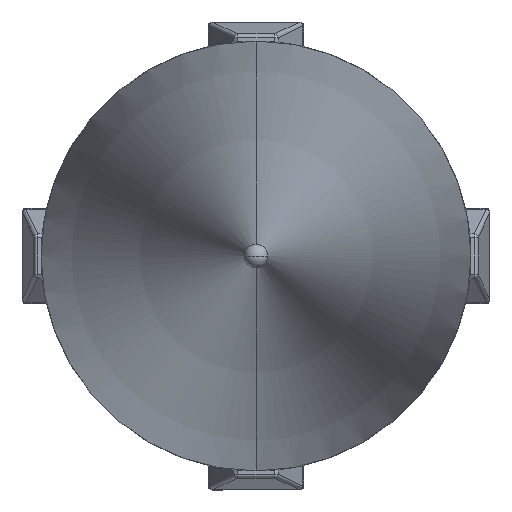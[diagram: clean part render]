
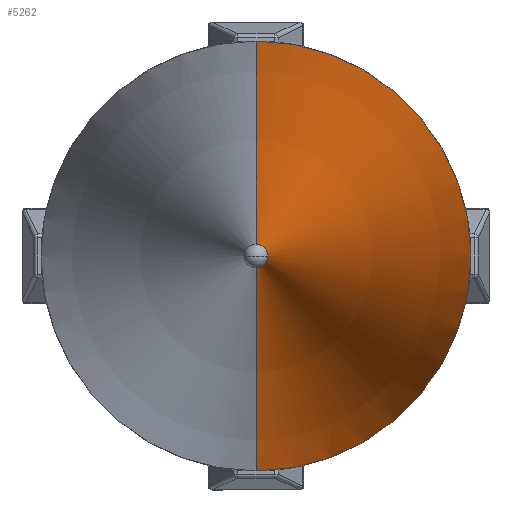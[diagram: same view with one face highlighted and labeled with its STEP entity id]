
A CAD part, front view. The second image highlights one B-rep face of the part: STEP entity #5262.
In plain terms, the highlighted toroidal (fillet/blend) face has major radius 1526.99 mm and minor radius 1555.83 mm.
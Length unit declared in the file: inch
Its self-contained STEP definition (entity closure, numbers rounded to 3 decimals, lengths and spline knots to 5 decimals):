
#106 = DIRECTION ( 'NONE',  ( 0., 0., 1. ) ) ;
#168 = CIRCLE ( 'NONE', #277, 61.25318 ) ;
#277 = AXIS2_PLACEMENT_3D ( 'NONE', #3724, #6455, #106 ) ;
#716 = CARTESIAN_POINT ( 'NONE',  ( 0., 10.6, -1.125 ) ) ;
#818 = EDGE_CURVE ( 'NONE', #2366, #2899, #4428, .T. ) ;
#994 = DIRECTION ( 'NONE',  ( 0., 0., -1. ) ) ;
#1077 = CARTESIAN_POINT ( 'NONE',  ( 0., 0.31633, 0. ) ) ;
#1134 = CIRCLE ( 'NONE', #3994, 0.06091 ) ;
#1181 = DIRECTION ( 'NONE',  ( 0., -1., 0. ) ) ;
#1191 = CARTESIAN_POINT ( 'NONE',  ( 0., 0.31633, -0.06091 ) ) ;
#1194 = EDGE_CURVE ( 'NONE', #4373, #2366, #1134, .T. ) ;
#1279 = ORIENTED_EDGE ( 'NONE', *, *, #6668, .T. ) ;
#1339 = ORIENTED_EDGE ( 'NONE', *, *, #818, .F. ) ;
#1387 = DIRECTION ( 'NONE',  ( 0., 0., -1. ) ) ;
#2096 = DIRECTION ( 'NONE',  ( 0., -1., 0. ) ) ;
#2366 = VERTEX_POINT ( 'NONE', #2665 ) ;
#2390 = FACE_OUTER_BOUND ( 'NONE', #5104, .T. ) ;
#2414 = CARTESIAN_POINT ( 'NONE',  ( 0., 0.31633, 0.06091 ) ) ;
#2587 = CARTESIAN_POINT ( 'NONE',  ( 0., 0.31633, 0. ) ) ;
#2621 = VERTEX_POINT ( 'NONE', #4722 ) ;
#2665 = CARTESIAN_POINT ( 'NONE',  ( 0.06091, 0.31633, 0. ) ) ;
#2674 = CARTESIAN_POINT ( 'NONE',  ( 0., 11.7401, -60.11757 ) ) ;
#2790 = CIRCLE ( 'NONE', #4878, 61.25318 ) ;
#2853 = TOROIDAL_SURFACE ( 'NONE', #5933, -60.11757, 61.25318 ) ;
#2899 = VERTEX_POINT ( 'NONE', #2414 ) ;
#3017 = ORIENTED_EDGE ( 'NONE', *, *, #5878, .F. ) ;
#3157 = DIRECTION ( 'NONE',  ( 1., 0., 0. ) ) ;
#3277 = DIRECTION ( 'NONE',  ( 0., 0., -1. ) ) ;
#3553 = AXIS2_PLACEMENT_3D ( 'NONE', #2587, #2096, #994 ) ;
#3724 = CARTESIAN_POINT ( 'NONE',  ( 0., 11.7401, 60.11757 ) ) ;
#3994 = AXIS2_PLACEMENT_3D ( 'NONE', #1077, #5369, #4798 ) ;
#4270 = ORIENTED_EDGE ( 'NONE', *, *, #1194, .F. ) ;
#4344 = EDGE_CURVE ( 'NONE', #2621, #2899, #2790, .T. ) ;
#4373 = VERTEX_POINT ( 'NONE', #1191 ) ;
#4428 = CIRCLE ( 'NONE', #3553, 0.06091 ) ;
#4491 = CARTESIAN_POINT ( 'NONE',  ( 0., 11.7401, 0. ) ) ;
#4722 = CARTESIAN_POINT ( 'NONE',  ( 0., 10.6, 1.125 ) ) ;
#4798 = DIRECTION ( 'NONE',  ( 0., 0., -1. ) ) ;
#4878 = AXIS2_PLACEMENT_3D ( 'NONE', #2674, #3157, #5832 ) ;
#5104 = EDGE_LOOP ( 'NONE', ( #1279, #6550, #1339, #4270, #3017 ) ) ;
#5262 = ADVANCED_FACE ( 'NONE', ( #2390 ), #2853, .T. ) ;
#5341 = AXIS2_PLACEMENT_3D ( 'NONE', #6494, #1181, #3277 ) ;
#5369 = DIRECTION ( 'NONE',  ( 0., -1., 0. ) ) ;
#5585 = VERTEX_POINT ( 'NONE', #716 ) ;
#5832 = DIRECTION ( 'NONE',  ( 0., 0., -1. ) ) ;
#5878 = EDGE_CURVE ( 'NONE', #5585, #4373, #168, .T. ) ;
#5933 = AXIS2_PLACEMENT_3D ( 'NONE', #4491, #6571, #1387 ) ;
#6455 = DIRECTION ( 'NONE',  ( -1., 0., 0. ) ) ;
#6494 = CARTESIAN_POINT ( 'NONE',  ( 0., 10.6, 0. ) ) ;
#6550 = ORIENTED_EDGE ( 'NONE', *, *, #4344, .T. ) ;
#6571 = DIRECTION ( 'NONE',  ( 0., -1., 0. ) ) ;
#6668 = EDGE_CURVE ( 'NONE', #5585, #2621, #6763, .T. ) ;
#6763 = CIRCLE ( 'NONE', #5341, 1.125 ) ;
